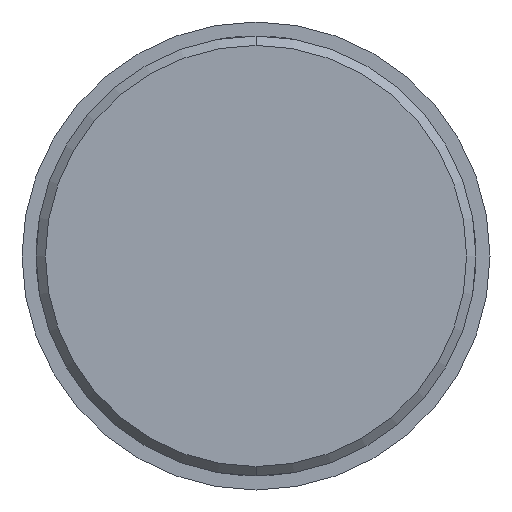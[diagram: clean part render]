
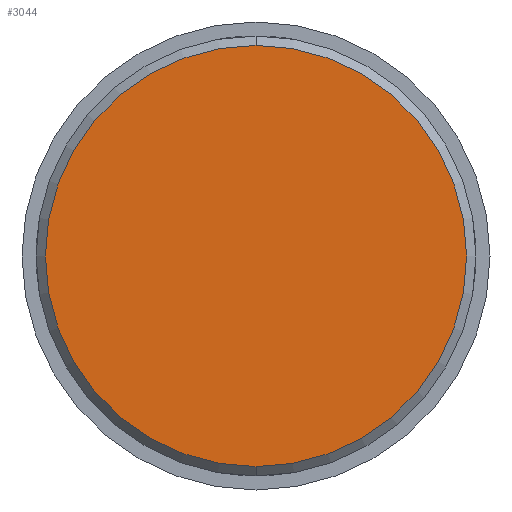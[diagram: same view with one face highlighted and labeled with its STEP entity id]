
A CAD part, front view. The second image highlights one B-rep face of the part: STEP entity #3044.
In plain terms, the highlighted planar face has unit normal (0, -1, 0).
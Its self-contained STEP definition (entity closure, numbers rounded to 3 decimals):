
#7 = EDGE_CURVE ( 'Defeature ausgef�hrt2_1+Defeature ausgef�hrt2_6+Defeature ausgef�hrt2_6+Defeature ausgef�hrt2_6', #1735, #3015, #2904, .T. ) ;
#177 = ORIENTED_EDGE ( 'NONE', *, *, #2929, .T. ) ;
#258 = DIRECTION ( 'NONE',  ( 0., -1., 0. ) ) ;
#285 = CARTESIAN_POINT ( 'NONE',  ( 0., -15., 2.25 ) ) ;
#504 = CARTESIAN_POINT ( 'NONE',  ( 0., -15., -2.25 ) ) ;
#629 = DIRECTION ( 'NONE',  ( 0., -1., 0. ) ) ;
#706 = ORIENTED_EDGE ( 'NONE', *, *, #7, .T. ) ;
#768 = CARTESIAN_POINT ( 'NONE',  ( 0., -15., 0. ) ) ;
#1189 = DIRECTION ( 'NONE',  ( 0., 0., -1. ) ) ;
#1339 = FACE_OUTER_BOUND ( 'NONE', #2169, .T. ) ;
#1494 = DIRECTION ( 'NONE',  ( 0., 0., -1. ) ) ;
#1735 = VERTEX_POINT ( 'NONE', #504 ) ;
#1878 = CARTESIAN_POINT ( 'NONE',  ( 2.175, -15., 0. ) ) ;
#1937 = CIRCLE ( 'NONE', #2459, 2.25 ) ;
#2169 = EDGE_LOOP ( 'NONE', ( #177, #706 ) ) ;
#2459 = AXIS2_PLACEMENT_3D ( 'NONE', #768, #258, #1189 ) ;
#2904 = CIRCLE ( 'NONE', #3173, 2.25 ) ;
#2929 = EDGE_CURVE ( 'Defeature ausgef�hrt2_1+Defeature ausgef�hrt2_6+Defeature ausgef�hrt2_6+Defeature ausgef�hrt2_6', #3015, #1735, #1937, .T. ) ;
#3015 = VERTEX_POINT ( 'NONE', #285 ) ;
#3044 = ADVANCED_FACE ( 'Defeature ausgef�hrt2_1', ( #1339 ), #3775, .T. ) ;
#3140 = DIRECTION ( 'NONE',  ( 0., 0., -1. ) ) ;
#3173 = AXIS2_PLACEMENT_3D ( 'NONE', #3709, #3693, #1494 ) ;
#3693 = DIRECTION ( 'NONE',  ( 0., -1., 0. ) ) ;
#3709 = CARTESIAN_POINT ( 'NONE',  ( 0., -15., 0. ) ) ;
#3726 = AXIS2_PLACEMENT_3D ( 'NONE', #1878, #629, #3140 ) ;
#3775 = PLANE ( 'NONE',  #3726 ) ;
